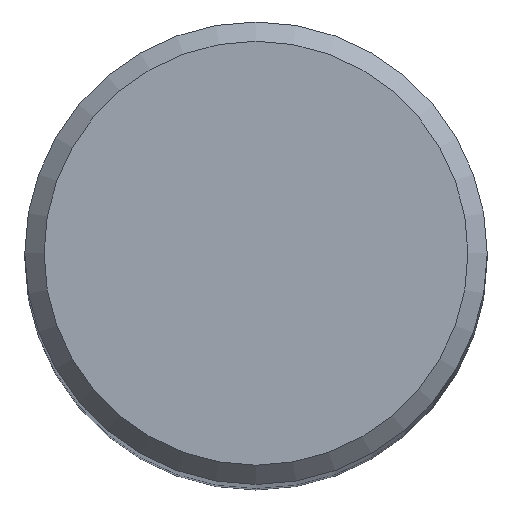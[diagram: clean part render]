
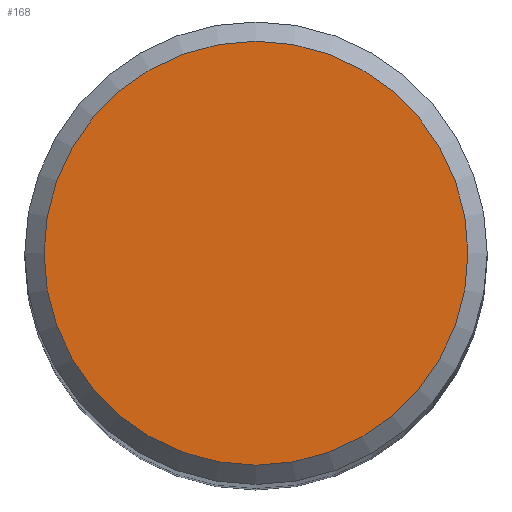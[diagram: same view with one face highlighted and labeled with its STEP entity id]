
A CAD part, top view. The second image highlights one B-rep face of the part: STEP entity #168.
In plain terms, the highlighted planar face has unit normal (0, 0, 1).
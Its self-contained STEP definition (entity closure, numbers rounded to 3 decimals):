
#1 = ORIENTED_EDGE ( 'NONE', *, *, #177, .F. ) ;
#24 = CARTESIAN_POINT ( 'NONE',  ( 0., 0., 83. ) ) ;
#39 = CARTESIAN_POINT ( 'NONE',  ( 0., 0., 83. ) ) ;
#62 = AXIS2_PLACEMENT_3D ( 'NONE', #39, #104, #94 ) ;
#77 = DIRECTION ( 'NONE',  ( 0., 0., -1. ) ) ;
#83 = EDGE_LOOP ( 'NONE', ( #1 ) ) ;
#88 = DIRECTION ( 'NONE',  ( 0., 1., 0. ) ) ;
#94 = DIRECTION ( 'NONE',  ( 0., 1., 0. ) ) ;
#102 = AXIS2_PLACEMENT_3D ( 'NONE', #24, #77, #88 ) ;
#104 = DIRECTION ( 'NONE',  ( 0., 0., -1. ) ) ;
#120 = CIRCLE ( 'NONE', #102, 5.5 ) ;
#145 = FACE_OUTER_BOUND ( 'NONE', #83, .T. ) ;
#168 = ADVANCED_FACE ( 'NONE', ( #145 ), #195, .F. ) ;
#171 = CARTESIAN_POINT ( 'NONE',  ( 0., 5.5, 83. ) ) ;
#177 = EDGE_CURVE ( 'NONE', #191, #191, #120, .T. ) ;
#191 = VERTEX_POINT ( 'NONE', #171 ) ;
#195 = PLANE ( 'NONE',  #62 ) ;
